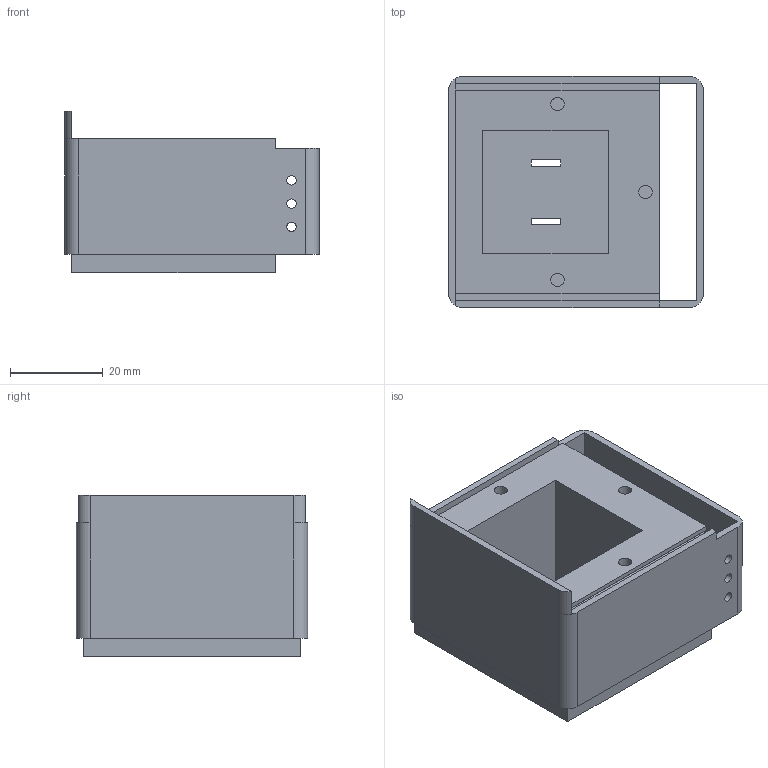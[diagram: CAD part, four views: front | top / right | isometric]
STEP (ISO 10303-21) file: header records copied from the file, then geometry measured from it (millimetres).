
FILE_DESCRIPTION(/* description */ ('','CAx-IF Rec.Pracs.---Representation and Presentation of Product Manufacturing Information (PMI)---4.0---2014-10-13'),/* implementation_level */ '2;1');
FILE_NAME(/* name */ 'Base v19.step',/* time_stamp */ '2024-11-22T22:27:30+08:00',/* author */ (''),/* organization */ (''),/* preprocessor_version */ 'ST-DEVELOPER v20',/* originating_system */ 'Autodesk Translation Framework v13.20.0.188',/* authorisation */ '');
FILE_SCHEMA (('AP242_MANAGED_MODEL_BASED_3D_ENGINEERING_MIM_LF { 1 0 10303 442 1 1 4 }'));
Length unit declared in the file: millimetre
Products named in the file (1): Base
Bounding box: 55 x 50 x 35 mm (x, y, z)
Volume: 46388.5 mm3; surface area: 18037.2 mm2
Topology: 1 solids, 1 shells, 82 faces, 217 edges, 140 vertices
Faces by surface type: plane 52, cylinder 30
Full cylindrical faces by diameter (mm): 2 x21, 2.9 x3
Entity records: 2665 total; most frequent: DIRECTION 443, CARTESIAN_POINT 440, ORIENTED_EDGE 434, EDGE_CURVE 217, LINE 157, VECTOR 157, AXIS2_PLACEMENT_3D 143, VERTEX_POINT 140
